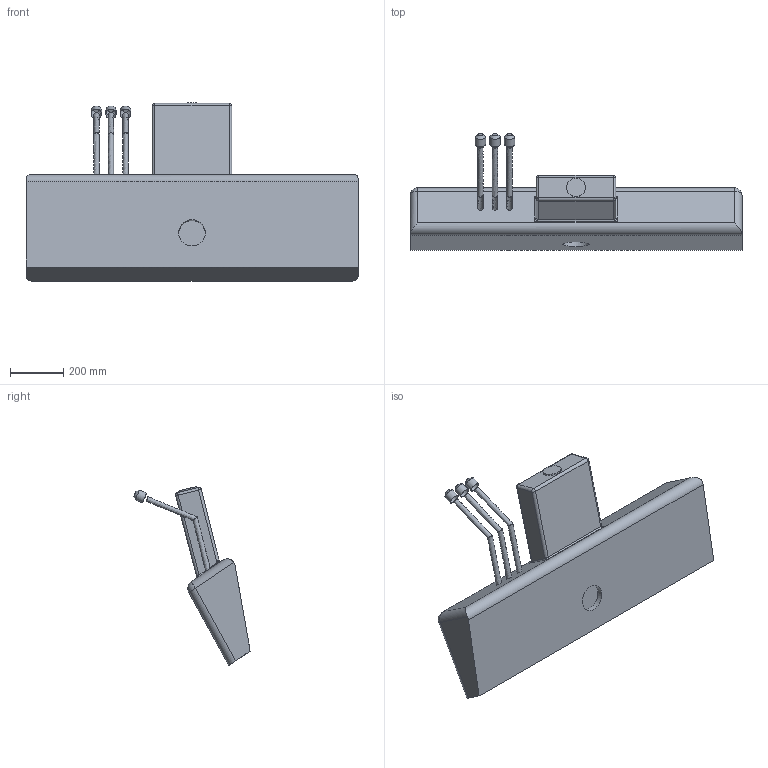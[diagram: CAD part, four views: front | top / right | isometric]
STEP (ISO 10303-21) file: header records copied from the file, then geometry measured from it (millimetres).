
FILE_DESCRIPTION(/* description */ (''),/* implementation_level */ '2;1');
FILE_NAME(/* name */ 'OperatorConsole.step',/* time_stamp */ '2025-05-27T21:06:40-04:00',/* author */ (''),/* organization */ (''),/* preprocessor_version */ 'ST-DEVELOPER v20.1',/* originating_system */ 'Autodesk Translation Framework v14.10.0.0',/* authorisation */ '');
FILE_SCHEMA (('AUTOMOTIVE_DESIGN { 1 0 10303 214 3 1 1 }'));
Length unit declared in the file: millimetre
Products named in the file (1): OperatorConsole
Bounding box: 1250 x 437.87 x 673.73 mm (x, y, z)
Volume: 75374190.1 mm3; surface area: 1731807.5 mm2
Topology: 5 solids, 5 shells, 75 faces, 145 edges, 78 vertices
Faces by surface type: plane 26, cylinder 23, bspline 12, sphere 6, cone 6, torus 2
Full cylindrical faces by diameter (mm): 40 x3, 70 x1, 100 x1
Entity records: 2171 total; most frequent: CARTESIAN_POINT 631, DIRECTION 345, ORIENTED_EDGE 282, AXIS2_PLACEMENT_3D 146, EDGE_CURVE 141, VERTEX_POINT 78, EDGE_LOOP 77, FACE_OUTER_BOUND 75
